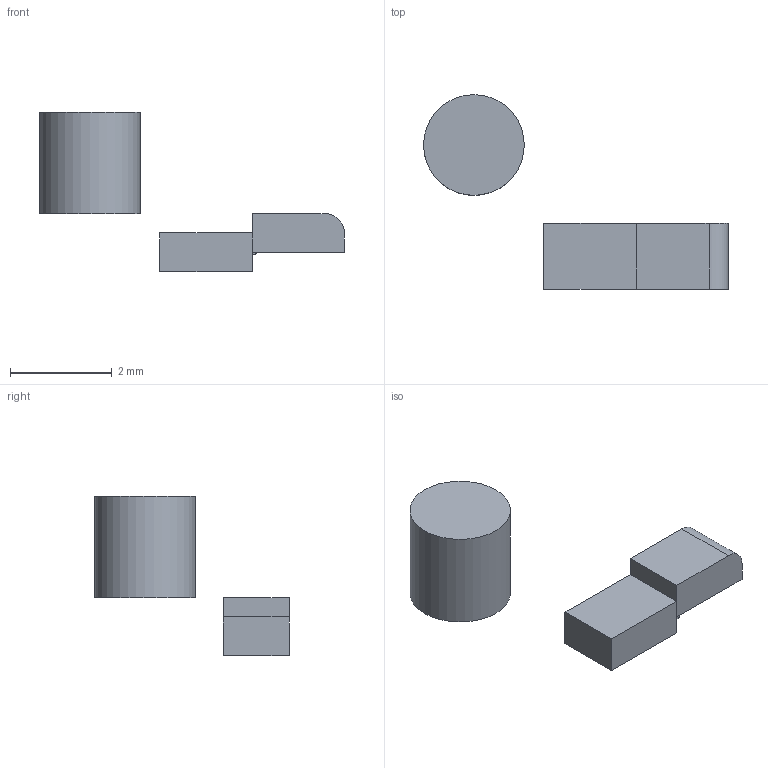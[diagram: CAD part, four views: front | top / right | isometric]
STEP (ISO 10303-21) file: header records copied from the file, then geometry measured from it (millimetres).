
FILE_DESCRIPTION(/* description */ (''),/* implementation_level */ '2;1');
FILE_NAME(/* name */ 'test_case1.stp',/* time_stamp */ '2026-02-20T16:23:21+09:00',/* author */ ('swjja'),/* organization */ (''),/* preprocessor_version */ 'ST-DEVELOPER v20.1',/* originating_system */ 'AutoCAD Mechanical',/* authorisation */ '');
FILE_SCHEMA (('AUTOMOTIVE_DESIGN { 1 0 10303 214 3 1 1 }'));
Length unit declared in the file: millimetre
Products named in the file (1): Product
Bounding box: 5.98 x 3.81 x 3.12 mm (x, y, z)
Volume: 9.6 mm3; surface area: 37.3 mm2
Topology: 4 solids, 4 shells, 22 faces, 42 edges, 28 vertices
Faces by surface type: plane 19, cylinder 3
Full cylindrical faces by diameter (mm): 1.974 x1
Entity records: 580 total; most frequent: DIRECTION 94, CARTESIAN_POINT 93, ORIENTED_EDGE 84, EDGE_CURVE 42, LINE 36, VECTOR 36, AXIS2_PLACEMENT_3D 29, VERTEX_POINT 28
